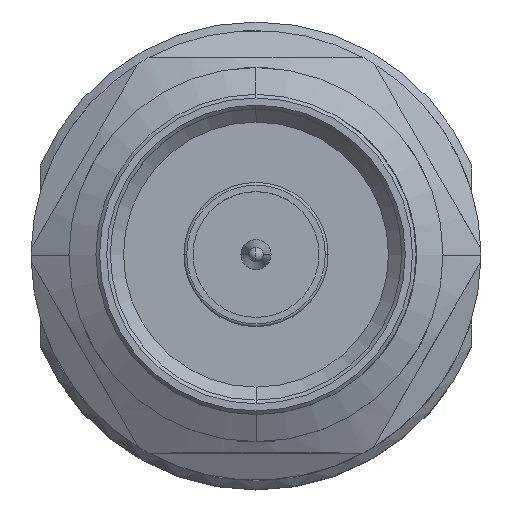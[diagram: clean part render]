
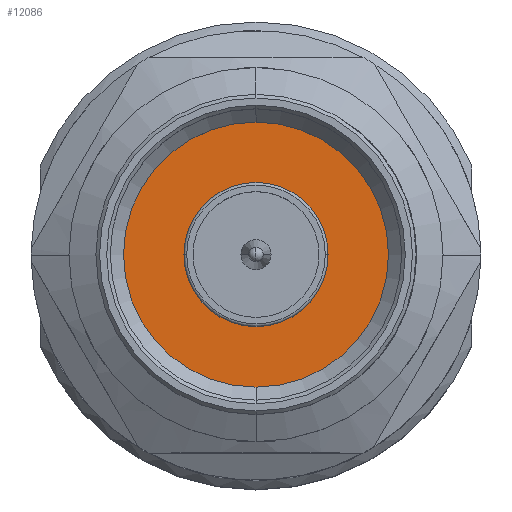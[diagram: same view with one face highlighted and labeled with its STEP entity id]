
A CAD part, top view. The second image highlights one B-rep face of the part: STEP entity #12086.
In plain terms, the highlighted planar face has unit normal (0, 0, 1).
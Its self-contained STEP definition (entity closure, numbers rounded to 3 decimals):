
#648 = FACE_BOUND ( 'NONE', #2244, .T. ) ;
#1859 = VERTEX_POINT ( 'NONE', #18443 ) ;
#2190 = AXIS2_PLACEMENT_3D ( 'NONE', #8492, #14660, #10448 ) ;
#2244 = EDGE_LOOP ( 'NONE', ( #13520, #5277 ) ) ;
#2972 = CARTESIAN_POINT ( 'NONE',  ( 0., 0., -4.549 ) ) ;
#3067 = CIRCLE ( 'NONE', #6319, 7.366 ) ;
#3284 = CIRCLE ( 'NONE', #2190, 7.366 ) ;
#5197 = AXIS2_PLACEMENT_3D ( 'NONE', #17662, #17533, #16097 ) ;
#5277 = ORIENTED_EDGE ( 'NONE', *, *, #9761, .T. ) ;
#5301 = ORIENTED_EDGE ( 'NONE', *, *, #5667, .T. ) ;
#5401 = EDGE_CURVE ( 'NONE', #10119, #11547, #3284, .T. ) ;
#5528 = CIRCLE ( 'NONE', #18248, 4.005 ) ;
#5667 = EDGE_CURVE ( 'NONE', #11547, #10119, #3067, .T. ) ;
#6319 = AXIS2_PLACEMENT_3D ( 'NONE', #14925, #15391, #19591 ) ;
#8492 = CARTESIAN_POINT ( 'NONE',  ( 0., 0., -4.549 ) ) ;
#8928 = EDGE_LOOP ( 'NONE', ( #5301, #17411 ) ) ;
#9340 = DIRECTION ( 'NONE',  ( -1., 0., 0. ) ) ;
#9393 = DIRECTION ( 'NONE',  ( 0., 0., -1. ) ) ;
#9735 = CARTESIAN_POINT ( 'NONE',  ( 0., -7.366, -4.549 ) ) ;
#9761 = EDGE_CURVE ( 'NONE', #12190, #1859, #15454, .T. ) ;
#9822 = CARTESIAN_POINT ( 'NONE',  ( 0., 0., -4.549 ) ) ;
#10119 = VERTEX_POINT ( 'NONE', #12755 ) ;
#10448 = DIRECTION ( 'NONE',  ( -1., 0., 0. ) ) ;
#11547 = VERTEX_POINT ( 'NONE', #9735 ) ;
#12086 = ADVANCED_FACE ( 'NONE', ( #14259, #648 ), #19846, .F. ) ;
#12190 = VERTEX_POINT ( 'NONE', #14010 ) ;
#12206 = EDGE_CURVE ( 'NONE', #1859, #12190, #5528, .T. ) ;
#12755 = CARTESIAN_POINT ( 'NONE',  ( 0., 7.366, -4.549 ) ) ;
#13520 = ORIENTED_EDGE ( 'NONE', *, *, #12206, .T. ) ;
#14010 = CARTESIAN_POINT ( 'NONE',  ( -4.005, 0., -4.549 ) ) ;
#14259 = FACE_OUTER_BOUND ( 'NONE', #8928, .T. ) ;
#14471 = AXIS2_PLACEMENT_3D ( 'NONE', #2972, #19787, #19727 ) ;
#14660 = DIRECTION ( 'NONE',  ( 0., 0., 1. ) ) ;
#14925 = CARTESIAN_POINT ( 'NONE',  ( 0., 0., -4.549 ) ) ;
#15391 = DIRECTION ( 'NONE',  ( 0., 0., 1. ) ) ;
#15454 = CIRCLE ( 'NONE', #5197, 4.005 ) ;
#16097 = DIRECTION ( 'NONE',  ( -1., 0., 0. ) ) ;
#17411 = ORIENTED_EDGE ( 'NONE', *, *, #5401, .T. ) ;
#17533 = DIRECTION ( 'NONE',  ( 0., 0., -1. ) ) ;
#17662 = CARTESIAN_POINT ( 'NONE',  ( 0., 0., -4.549 ) ) ;
#18248 = AXIS2_PLACEMENT_3D ( 'NONE', #9822, #9393, #9340 ) ;
#18443 = CARTESIAN_POINT ( 'NONE',  ( 4.005, 0., -4.549 ) ) ;
#19591 = DIRECTION ( 'NONE',  ( -1., 0., 0. ) ) ;
#19727 = DIRECTION ( 'NONE',  ( -1., 0., 0. ) ) ;
#19787 = DIRECTION ( 'NONE',  ( 0., 0., -1. ) ) ;
#19846 = PLANE ( 'NONE',  #14471 ) ;
